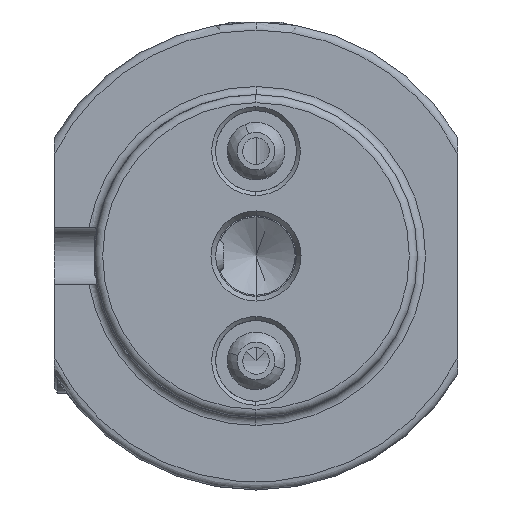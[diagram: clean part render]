
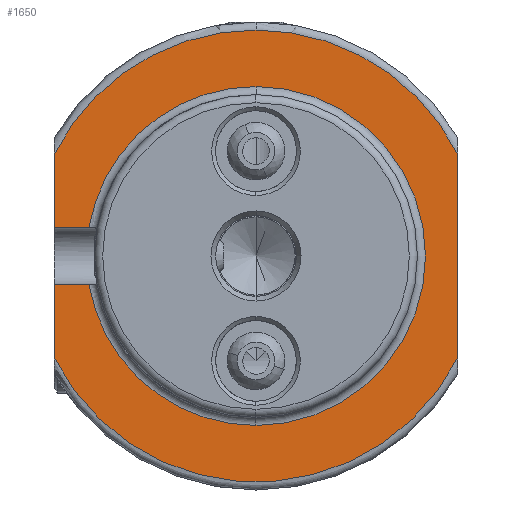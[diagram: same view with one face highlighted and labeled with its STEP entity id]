
A CAD part, left-side view. The second image highlights one B-rep face of the part: STEP entity #1650.
In plain terms, the highlighted planar face has unit normal (-1, 0, 0).
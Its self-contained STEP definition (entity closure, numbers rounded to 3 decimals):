
#195 = VERTEX_POINT ( 'NONE', #775 ) ;
#372 = VERTEX_POINT ( 'NONE', #6399 ) ;
#376 = LINE ( 'NONE', #7127, #4703 ) ;
#481 = CARTESIAN_POINT ( 'NONE',  ( -9.248, 14.105, -3.188 ) ) ;
#503 = CARTESIAN_POINT ( 'NONE',  ( -9.248, -6.601, 0.312 ) ) ;
#542 = AXIS2_PLACEMENT_3D ( 'NONE', #503, #5128, #2502 ) ;
#612 = DIRECTION ( 'NONE',  ( 0., 0., 1. ) ) ;
#656 = LINE ( 'NONE', #3438, #7456 ) ;
#657 = DIRECTION ( 'NONE',  ( 0., -1., 0. ) ) ;
#775 = CARTESIAN_POINT ( 'NONE',  ( -9.248, 18.399, 3.812 ) ) ;
#864 = LINE ( 'NONE', #6696, #1969 ) ;
#981 = LINE ( 'NONE', #2095, #4596 ) ;
#1135 = ORIENTED_EDGE ( 'NONE', *, *, #8498, .F. ) ;
#1243 = VERTEX_POINT ( 'NONE', #5575 ) ;
#1423 = VERTEX_POINT ( 'NONE', #7718 ) ;
#1434 = ORIENTED_EDGE ( 'NONE', *, *, #2036, .F. ) ;
#1464 = VERTEX_POINT ( 'NONE', #481 ) ;
#1479 = CIRCLE ( 'NONE', #5298, 28. ) ;
#1532 = VERTEX_POINT ( 'NONE', #4006 ) ;
#1650 = ADVANCED_FACE ( 'NONE', ( #5726 ), #5706, .T. ) ;
#1809 = EDGE_CURVE ( 'NONE', #3401, #1464, #7865, .T. ) ;
#1969 = VECTOR ( 'NONE', #4034, 1000. ) ;
#2036 = EDGE_CURVE ( 'NONE', #195, #3715, #376, .T. ) ;
#2095 = CARTESIAN_POINT ( 'NONE',  ( -9.248, -31.602, -3.188 ) ) ;
#2153 = EDGE_CURVE ( 'NONE', #3021, #2313, #1479, .T. ) ;
#2202 = ORIENTED_EDGE ( 'NONE', *, *, #2153, .T. ) ;
#2313 = VERTEX_POINT ( 'NONE', #4249 ) ;
#2502 = DIRECTION ( 'NONE',  ( 0., 0., 1. ) ) ;
#2545 = DIRECTION ( 'NONE',  ( 0., 0., 1. ) ) ;
#2579 = DIRECTION ( 'NONE',  ( -1., 0., 0. ) ) ;
#2627 = CARTESIAN_POINT ( 'NONE',  ( -9.248, 14.105, 3.812 ) ) ;
#2645 = CARTESIAN_POINT ( 'NONE',  ( -9.248, -6.601, 0.312 ) ) ;
#2726 = EDGE_CURVE ( 'NONE', #8516, #195, #656, .T. ) ;
#3021 = VERTEX_POINT ( 'NONE', #4952 ) ;
#3039 = ORIENTED_EDGE ( 'NONE', *, *, #5883, .T. ) ;
#3086 = CARTESIAN_POINT ( 'NONE',  ( -9.248, -6.601, 0.312 ) ) ;
#3306 = ORIENTED_EDGE ( 'NONE', *, *, #7900, .F. ) ;
#3343 = DIRECTION ( 'NONE',  ( 1., 0., 0. ) ) ;
#3347 = DIRECTION ( 'NONE',  ( -1., 0., 0. ) ) ;
#3401 = VERTEX_POINT ( 'NONE', #7018 ) ;
#3438 = CARTESIAN_POINT ( 'NONE',  ( -9.248, -31.602, 3.812 ) ) ;
#3715 = VERTEX_POINT ( 'NONE', #5518 ) ;
#3724 = AXIS2_PLACEMENT_3D ( 'NONE', #6626, #3347, #6077 ) ;
#3854 = EDGE_LOOP ( 'NONE', ( #3306, #2202, #1135, #3039, #4684, #1434, #8247, #6570, #6194, #7026, #5453 ) ) ;
#3860 = CIRCLE ( 'NONE', #3724, 28. ) ;
#3888 = CARTESIAN_POINT ( 'NONE',  ( -9.248, -6.601, 0.312 ) ) ;
#4006 = CARTESIAN_POINT ( 'NONE',  ( -9.248, -6.601, 21.312 ) ) ;
#4034 = DIRECTION ( 'NONE',  ( 0., 0., -1. ) ) ;
#4087 = CIRCLE ( 'NONE', #7732, 21. ) ;
#4249 = CARTESIAN_POINT ( 'NONE',  ( -9.248, -31.601, -12.298 ) ) ;
#4553 = DIRECTION ( 'NONE',  ( 1., 0., 0. ) ) ;
#4596 = VECTOR ( 'NONE', #657, 1000. ) ;
#4684 = ORIENTED_EDGE ( 'NONE', *, *, #7158, .T. ) ;
#4703 = VECTOR ( 'NONE', #8312, 1000. ) ;
#4952 = CARTESIAN_POINT ( 'NONE',  ( -9.248, 18.399, -12.298 ) ) ;
#5039 = AXIS2_PLACEMENT_3D ( 'NONE', #2645, #3343, #5960 ) ;
#5047 = EDGE_CURVE ( 'NONE', #8516, #1532, #4087, .T. ) ;
#5128 = DIRECTION ( 'NONE',  ( 1., 0., 0. ) ) ;
#5275 = CARTESIAN_POINT ( 'NONE',  ( -9.248, 18.399, 0.312 ) ) ;
#5298 = AXIS2_PLACEMENT_3D ( 'NONE', #6527, #2579, #7207 ) ;
#5453 = ORIENTED_EDGE ( 'NONE', *, *, #7873, .F. ) ;
#5518 = CARTESIAN_POINT ( 'NONE',  ( -9.248, 18.399, 12.921 ) ) ;
#5575 = CARTESIAN_POINT ( 'NONE',  ( -9.248, 18.399, -3.188 ) ) ;
#5706 = PLANE ( 'NONE',  #7810 ) ;
#5726 = FACE_OUTER_BOUND ( 'NONE', #3854, .T. ) ;
#5727 = CIRCLE ( 'NONE', #542, 21. ) ;
#5830 = DIRECTION ( 'NONE',  ( -1., 0., 0. ) ) ;
#5883 = EDGE_CURVE ( 'NONE', #372, #1423, #3860, .T. ) ;
#5960 = DIRECTION ( 'NONE',  ( 0., 0., 1. ) ) ;
#6077 = DIRECTION ( 'NONE',  ( 0., 0., 1. ) ) ;
#6084 = DIRECTION ( 'NONE',  ( 0., 1., 0. ) ) ;
#6194 = ORIENTED_EDGE ( 'NONE', *, *, #6627, .T. ) ;
#6223 = VECTOR ( 'NONE', #7231, 1000. ) ;
#6399 = CARTESIAN_POINT ( 'NONE',  ( -9.248, -31.601, 12.921 ) ) ;
#6527 = CARTESIAN_POINT ( 'NONE',  ( -9.248, -6.601, 0.312 ) ) ;
#6570 = ORIENTED_EDGE ( 'NONE', *, *, #5047, .T. ) ;
#6626 = CARTESIAN_POINT ( 'NONE',  ( -9.248, -6.601, 0.312 ) ) ;
#6627 = EDGE_CURVE ( 'NONE', #1532, #3401, #5727, .T. ) ;
#6696 = CARTESIAN_POINT ( 'NONE',  ( -9.248, -31.601, 0.312 ) ) ;
#6806 = CIRCLE ( 'NONE', #7544, 28. ) ;
#7018 = CARTESIAN_POINT ( 'NONE',  ( -9.248, -6.601, -20.688 ) ) ;
#7025 = DIRECTION ( 'NONE',  ( -1., 0., 0. ) ) ;
#7026 = ORIENTED_EDGE ( 'NONE', *, *, #1809, .T. ) ;
#7127 = CARTESIAN_POINT ( 'NONE',  ( -9.248, 18.399, 0.312 ) ) ;
#7158 = EDGE_CURVE ( 'NONE', #1423, #3715, #6806, .T. ) ;
#7207 = DIRECTION ( 'NONE',  ( 0., 0., 1. ) ) ;
#7231 = DIRECTION ( 'NONE',  ( 0., 0., 1. ) ) ;
#7456 = VECTOR ( 'NONE', #6084, 1000. ) ;
#7462 = LINE ( 'NONE', #5275, #6223 ) ;
#7544 = AXIS2_PLACEMENT_3D ( 'NONE', #8435, #5830, #2545 ) ;
#7718 = CARTESIAN_POINT ( 'NONE',  ( -9.248, -6.601, 28.312 ) ) ;
#7732 = AXIS2_PLACEMENT_3D ( 'NONE', #3888, #4553, #612 ) ;
#7810 = AXIS2_PLACEMENT_3D ( 'NONE', #3086, #7025, #8347 ) ;
#7865 = CIRCLE ( 'NONE', #5039, 21. ) ;
#7873 = EDGE_CURVE ( 'NONE', #1243, #1464, #981, .T. ) ;
#7900 = EDGE_CURVE ( 'NONE', #3021, #1243, #7462, .T. ) ;
#8247 = ORIENTED_EDGE ( 'NONE', *, *, #2726, .F. ) ;
#8312 = DIRECTION ( 'NONE',  ( 0., 0., 1. ) ) ;
#8347 = DIRECTION ( 'NONE',  ( 0., 0., 1. ) ) ;
#8435 = CARTESIAN_POINT ( 'NONE',  ( -9.248, -6.601, 0.312 ) ) ;
#8498 = EDGE_CURVE ( 'NONE', #372, #2313, #864, .T. ) ;
#8516 = VERTEX_POINT ( 'NONE', #2627 ) ;
